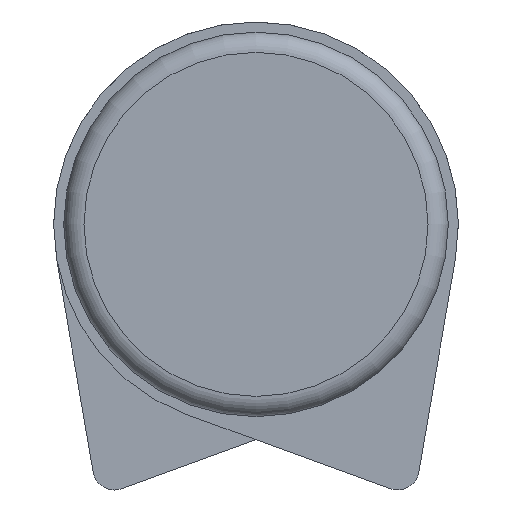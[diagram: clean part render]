
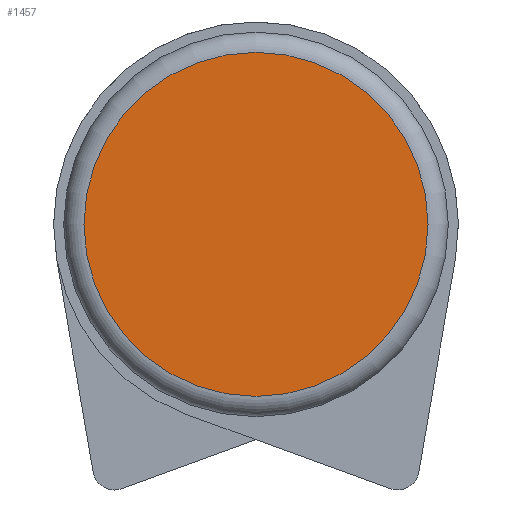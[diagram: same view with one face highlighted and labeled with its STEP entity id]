
A CAD part, left-side view. The second image highlights one B-rep face of the part: STEP entity #1457.
In plain terms, the highlighted face is planar.
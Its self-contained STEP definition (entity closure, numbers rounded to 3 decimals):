
#230=CIRCLE('',#1802,8.5);
#231=CIRCLE('',#1803,8.5);
#318=FACE_OUTER_BOUND('',#416,.T.);
#416=EDGE_LOOP('',(#1298,#1299));
#731=VERTEX_POINT('',#2740);
#732=VERTEX_POINT('',#2741);
#926=EDGE_CURVE('',#731,#732,#230,.T.);
#927=EDGE_CURVE('',#732,#731,#231,.T.);
#1298=ORIENTED_EDGE('',*,*,#926,.T.);
#1299=ORIENTED_EDGE('',*,*,#927,.T.);
#1377=PLANE('',#1805);
#1457=ADVANCED_FACE('',(#318),#1377,.T.);
#1802=AXIS2_PLACEMENT_3D('',#2742,#2264,#2265);
#1803=AXIS2_PLACEMENT_3D('',#2743,#2266,#2267);
#1805=AXIS2_PLACEMENT_3D('',#2745,#2270,#2271);
#2264=DIRECTION('center_axis',(0.,1.,0.));
#2265=DIRECTION('ref_axis',(1.,0.,0.));
#2266=DIRECTION('center_axis',(0.,1.,0.));
#2267=DIRECTION('ref_axis',(1.,0.,0.));
#2270=DIRECTION('center_axis',(0.,1.,0.));
#2271=DIRECTION('ref_axis',(0.,0.,1.));
#2740=CARTESIAN_POINT('',(-8.5,0.,0.));
#2741=CARTESIAN_POINT('',(0.,0.,-8.5));
#2742=CARTESIAN_POINT('Origin',(0.,0.,0.));
#2743=CARTESIAN_POINT('Origin',(0.,0.,0.));
#2745=CARTESIAN_POINT('Origin',(0.,0.,0.));
